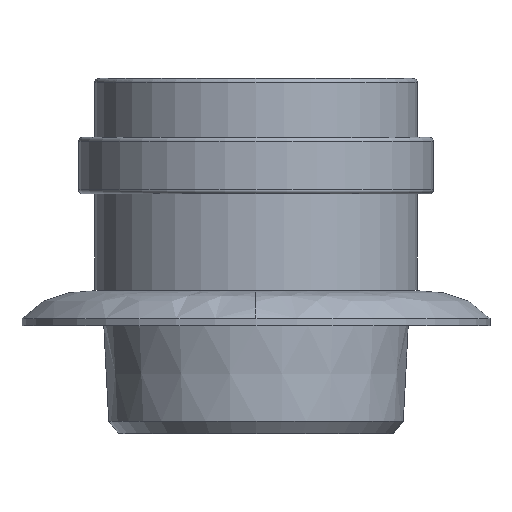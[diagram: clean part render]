
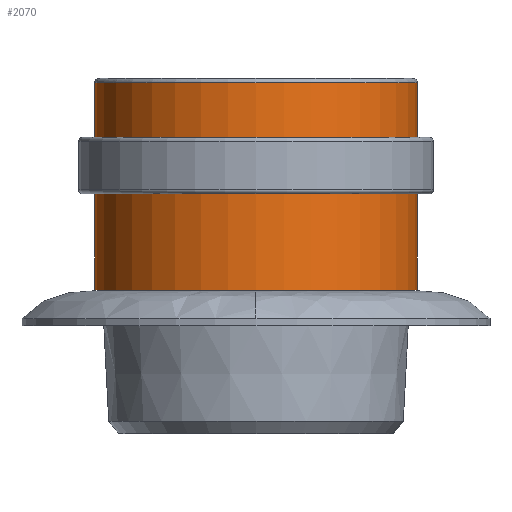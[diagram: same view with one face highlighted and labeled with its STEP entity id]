
A CAD part, front view. The second image highlights one B-rep face of the part: STEP entity #2070.
In plain terms, the highlighted cylindrical face has radius 40 mm (diameter 80 mm), a partial arc.
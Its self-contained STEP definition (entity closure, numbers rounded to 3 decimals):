
#6 = CYLINDRICAL_SURFACE ( 'NONE', #2590, 40. ) ;
#159 = DIRECTION ( 'NONE',  ( 1., 0., 0. ) ) ;
#345 = LINE ( 'NONE', #2743, #1300 ) ;
#427 = LINE ( 'NONE', #2876, #1911 ) ;
#507 = DIRECTION ( 'NONE',  ( 1., 0., 0. ) ) ;
#661 = CARTESIAN_POINT ( 'NONE',  ( 0., 0., 87. ) ) ;
#982 = CARTESIAN_POINT ( 'NONE',  ( 0., 0., 0. ) ) ;
#1033 = ORIENTED_EDGE ( 'NONE', *, *, #2902, .T. ) ;
#1175 = DIRECTION ( 'NONE',  ( 0., 0., 1. ) ) ;
#1300 = VECTOR ( 'NONE', #1322, 1000. ) ;
#1322 = DIRECTION ( 'NONE',  ( 0., 0., 1. ) ) ;
#1499 = VERTEX_POINT ( 'NONE', #2410 ) ;
#1738 = FACE_OUTER_BOUND ( 'NONE', #1801, .T. ) ;
#1801 = EDGE_LOOP ( 'NONE', ( #1975, #2840, #2569, #1033 ) ) ;
#1860 = EDGE_CURVE ( 'NONE', #2228, #1499, #427, .T. ) ;
#1864 = CARTESIAN_POINT ( 'NONE',  ( 0., 0., 35.55 ) ) ;
#1880 = VERTEX_POINT ( 'NONE', #1888 ) ;
#1888 = CARTESIAN_POINT ( 'NONE',  ( -40., 0., 35.55 ) ) ;
#1899 = CARTESIAN_POINT ( 'NONE',  ( 40., 0., 35.55 ) ) ;
#1903 = DIRECTION ( 'NONE',  ( 0., 0., 1. ) ) ;
#1911 = VECTOR ( 'NONE', #1175, 1000. ) ;
#1975 = ORIENTED_EDGE ( 'NONE', *, *, #2210, .F. ) ;
#2014 = CARTESIAN_POINT ( 'NONE',  ( -40., 0., 87. ) ) ;
#2070 = ADVANCED_FACE ( 'NONE', ( #1738 ), #6, .T. ) ;
#2141 = DIRECTION ( 'NONE',  ( -1., 0., 0. ) ) ;
#2210 = EDGE_CURVE ( 'NONE', #1880, #2641, #345, .T. ) ;
#2228 = VERTEX_POINT ( 'NONE', #1899 ) ;
#2297 = CIRCLE ( 'NONE', #3073, 40. ) ;
#2410 = CARTESIAN_POINT ( 'NONE',  ( 40., 0., 87. ) ) ;
#2423 = DIRECTION ( 'NONE',  ( 0., 0., -1. ) ) ;
#2569 = ORIENTED_EDGE ( 'NONE', *, *, #1860, .T. ) ;
#2590 = AXIS2_PLACEMENT_3D ( 'NONE', #982, #2728, #507 ) ;
#2641 = VERTEX_POINT ( 'NONE', #2014 ) ;
#2728 = DIRECTION ( 'NONE',  ( 0., 0., 1. ) ) ;
#2743 = CARTESIAN_POINT ( 'NONE',  ( -40., 0., 0. ) ) ;
#2761 = AXIS2_PLACEMENT_3D ( 'NONE', #1864, #1903, #159 ) ;
#2840 = ORIENTED_EDGE ( 'NONE', *, *, #2941, .T. ) ;
#2876 = CARTESIAN_POINT ( 'NONE',  ( 40., 0., 0. ) ) ;
#2902 = EDGE_CURVE ( 'NONE', #1499, #2641, #2297, .T. ) ;
#2941 = EDGE_CURVE ( 'NONE', #1880, #2228, #3123, .T. ) ;
#3073 = AXIS2_PLACEMENT_3D ( 'NONE', #661, #2423, #2141 ) ;
#3123 = CIRCLE ( 'NONE', #2761, 40. ) ;
